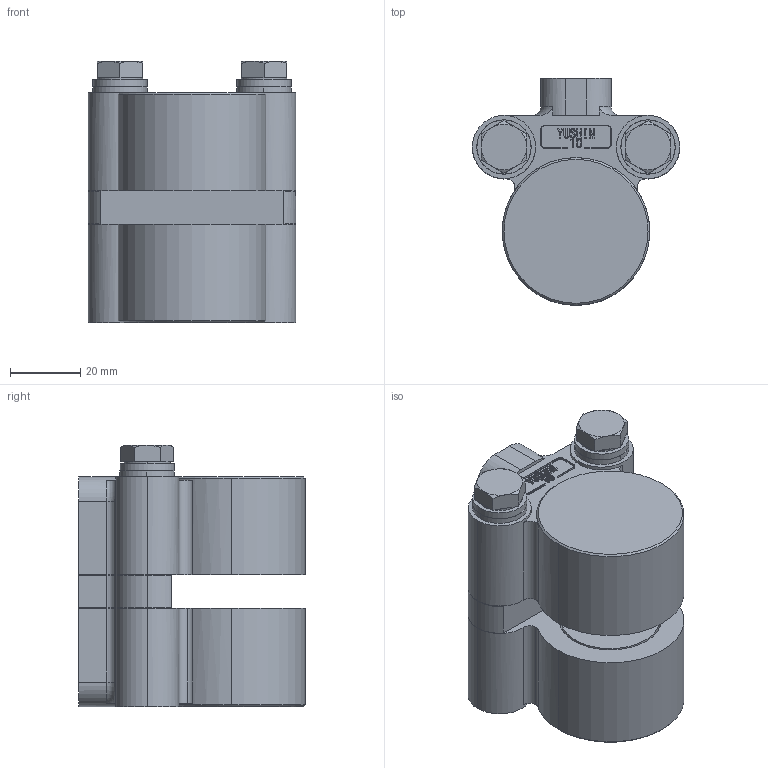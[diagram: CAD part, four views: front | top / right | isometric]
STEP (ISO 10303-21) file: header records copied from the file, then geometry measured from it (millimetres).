
FILE_DESCRIPTION (( 'STEP AP203' ), '1' );
FILE_NAME ('DBA-10(Web—p).STEP', '2024-11-07T00:09:10', ( '' ), ( '' ), 'SwSTEP 2.0', 'SolidWorks 2024', '' );
FILE_SCHEMA (( 'CONFIG_CONTROL_DESIGN' ));
Length unit declared in the file: millimetre
Products named in the file (1): DBA-10(Web用)
Bounding box: 59 x 64.5 x 74.4 mm (x, y, z)
Volume: 148321.1 mm3; surface area: 24203.7 mm2
Topology: 1 solids, 1 shells, 530 faces, 1392 edges, 898 vertices
Faces by surface type: plane 297, bspline 94, cylinder 79, cone 56, torus 4
Entity records: 19866 total; most frequent: CARTESIAN_POINT 7273, ORIENTED_EDGE 2776, DIRECTION 2287, EDGE_CURVE 1388, VERTEX_POINT 898, LINE 879, VECTOR 879, AXIS2_PLACEMENT_3D 704
